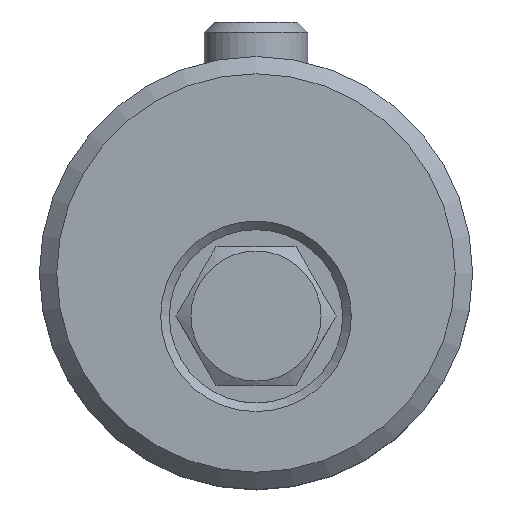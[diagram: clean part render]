
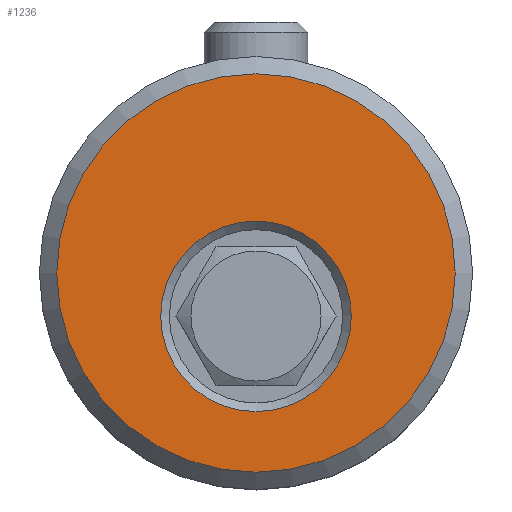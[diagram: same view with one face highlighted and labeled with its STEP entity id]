
A CAD part, top view. The second image highlights one B-rep face of the part: STEP entity #1236.
In plain terms, the highlighted planar face has unit normal (0, 0, 1).
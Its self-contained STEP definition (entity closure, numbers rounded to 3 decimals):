
#14 = CARTESIAN_POINT ( 'NONE',  ( 0., 0., 60.5 ) ) ;
#331 = FACE_BOUND ( 'NONE', #358, .T. ) ;
#342 = PLANE ( 'NONE',  #1463 ) ;
#358 = EDGE_LOOP ( 'NONE', ( #1476 ) ) ;
#408 = EDGE_CURVE ( 'NONE', #1549, #1549, #804, .T. ) ;
#422 = CIRCLE ( 'NONE', #1542, 5.5 ) ;
#514 = FACE_OUTER_BOUND ( 'NONE', #1878, .T. ) ;
#520 = ORIENTED_EDGE ( 'NONE', *, *, #408, .T. ) ;
#620 = DIRECTION ( 'NONE',  ( 0., 0., -1. ) ) ;
#709 = EDGE_CURVE ( 'NONE', #1896, #1896, #422, .T. ) ;
#742 = CARTESIAN_POINT ( 'NONE',  ( 0., 2.5, 60.5 ) ) ;
#804 = CIRCLE ( 'NONE', #976, 11.5 ) ;
#911 = DIRECTION ( 'NONE',  ( 0., 0., -1. ) ) ;
#976 = AXIS2_PLACEMENT_3D ( 'NONE', #742, #1961, #1019 ) ;
#1019 = DIRECTION ( 'NONE',  ( 0., -1., 0. ) ) ;
#1054 = DIRECTION ( 'NONE',  ( 0., -1., 0. ) ) ;
#1236 = ADVANCED_FACE ( 'NONE', ( #331, #514 ), #342, .F. ) ;
#1463 = AXIS2_PLACEMENT_3D ( 'NONE', #1859, #620, #1706 ) ;
#1476 = ORIENTED_EDGE ( 'NONE', *, *, #709, .T. ) ;
#1542 = AXIS2_PLACEMENT_3D ( 'NONE', #14, #911, #1054 ) ;
#1549 = VERTEX_POINT ( 'NONE', #1884 ) ;
#1706 = DIRECTION ( 'NONE',  ( 0., -1., 0. ) ) ;
#1857 = CARTESIAN_POINT ( 'NONE',  ( 0., -5.5, 60.5 ) ) ;
#1859 = CARTESIAN_POINT ( 'NONE',  ( 0., 2.5, 60.5 ) ) ;
#1878 = EDGE_LOOP ( 'NONE', ( #520 ) ) ;
#1884 = CARTESIAN_POINT ( 'NONE',  ( 0., -9., 60.5 ) ) ;
#1896 = VERTEX_POINT ( 'NONE', #1857 ) ;
#1961 = DIRECTION ( 'NONE',  ( 0., 0., 1. ) ) ;
